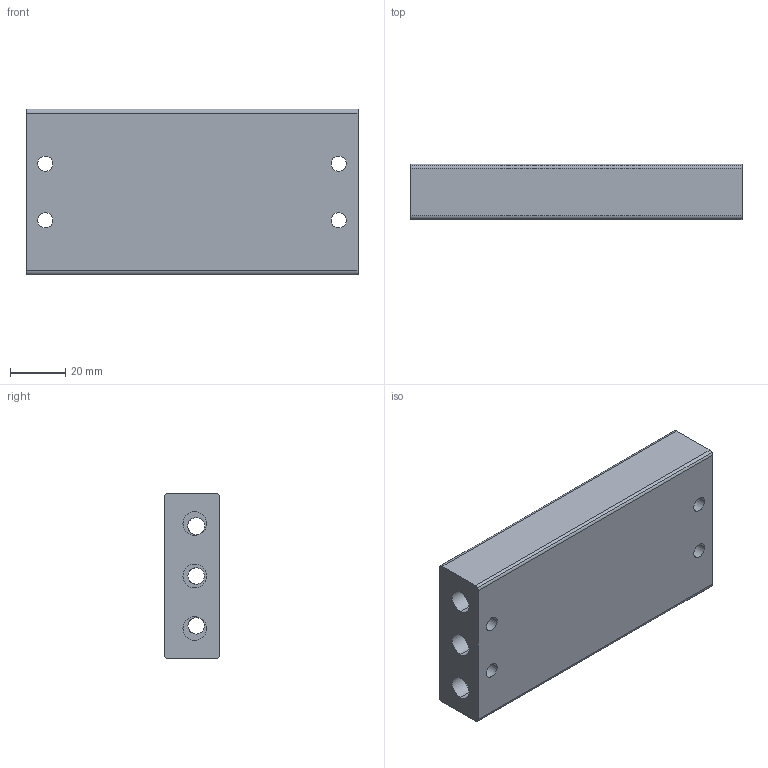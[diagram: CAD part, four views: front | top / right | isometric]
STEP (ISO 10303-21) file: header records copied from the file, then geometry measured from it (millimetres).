
FILE_DESCRIPTION((''),'2;1');
FILE_NAME('00_054_2.stp','2002-11-27T22:11:49',('Branislav Petkovic'),('AZ Pneumatica'),'AutoCAD STEP 2000i','AutoCAD 2000i','Via J. F. Kennedy, 26, 20020 Misinto (MI), ITALY');
FILE_SCHEMA(('CONFIG_CONTROL_DESIGN'));
Length unit declared in the file: millimetre
Products named in the file (2): 00_054_2; PART1
Assembly tree (1 placements, depth 2):
  00_054_2
    PART1
Bounding box: 120 x 20 x 60 mm (x, y, z)
Surface area: 32751.7 mm2 (no closed solid volume)
Topology: 0 solids, 1 shells, 154 faces, 410 edges, 276 vertices
Faces by surface type: cylinder 106, plane 48
Entity records: 6515 total; most frequent: CARTESIAN_POINT 2398, DIRECTION 830, ORIENTED_EDGE 820, EDGE_CURVE 410, AXIS2_PLACEMENT_3D 344, VERTEX_POINT 276, EDGE_LOOP 234, CIRCLE 188
